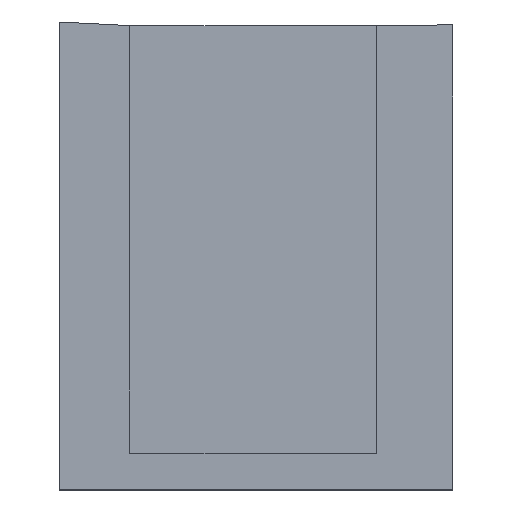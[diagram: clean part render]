
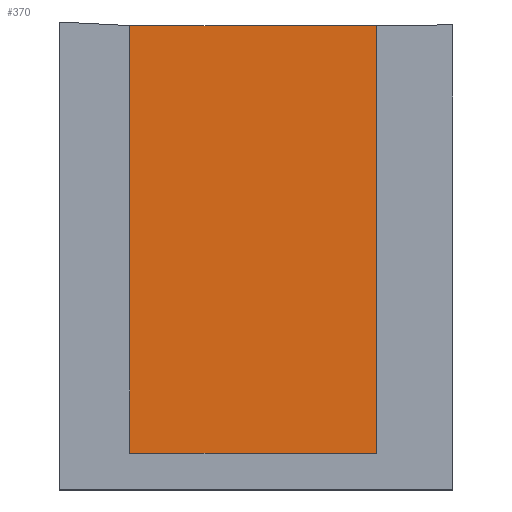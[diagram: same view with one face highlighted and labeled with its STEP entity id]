
A CAD part, top view. The second image highlights one B-rep face of the part: STEP entity #370.
In plain terms, the highlighted planar face has unit normal (0, 0, 1).
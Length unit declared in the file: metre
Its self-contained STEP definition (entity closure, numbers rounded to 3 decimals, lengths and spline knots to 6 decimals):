
#41=ORIENTED_EDGE('',*,*,#140,.F.);
#42=ORIENTED_EDGE('',*,*,#121,.T.);
#43=ORIENTED_EDGE('',*,*,#142,.T.);
#44=ORIENTED_EDGE('',*,*,#135,.F.);
#121=EDGE_CURVE('',#174,#173,#207,.T.);
#135=EDGE_CURVE('',#185,#186,#221,.T.);
#140=EDGE_CURVE('',#174,#185,#226,.T.);
#142=EDGE_CURVE('',#173,#186,#228,.T.);
#173=VERTEX_POINT('',#525);
#174=VERTEX_POINT('',#527);
#185=VERTEX_POINT('',#553);
#186=VERTEX_POINT('',#555);
#207=LINE('',#526,#259);
#221=LINE('',#554,#273);
#226=LINE('',#564,#278);
#228=LINE('',#567,#280);
#259=VECTOR('',#428,1.);
#273=VECTOR('',#446,1.);
#278=VECTOR('',#453,1.);
#280=VECTOR('',#457,1.);
#310=EDGE_LOOP('',(#41,#42,#43,#44));
#330=FACE_BOUND('',#310,.T.);
#350=PLANE('',#403);
#370=ADVANCED_FACE('',(#330),#350,.T.);
#403=AXIS2_PLACEMENT_3D('',#566,#455,#456);
#428=DIRECTION('',(0.,-1.,0.));
#446=DIRECTION('',(0.,-1.,0.));
#453=DIRECTION('',(1.,0.,0.));
#455=DIRECTION('',(0.,0.,1.));
#456=DIRECTION('',(1.,0.,0.));
#457=DIRECTION('',(1.,0.,0.));
#525=CARTESIAN_POINT('',(-0.017314,-0.011234,0.004572));
#526=CARTESIAN_POINT('',(-0.017314,0.010849,0.004572));
#527=CARTESIAN_POINT('',(-0.017314,0.032932,0.004572));
#553=CARTESIAN_POINT('',(0.008178,0.032932,0.004572));
#554=CARTESIAN_POINT('',(0.008178,0.010849,0.004572));
#555=CARTESIAN_POINT('',(0.008178,-0.011234,0.004572));
#564=CARTESIAN_POINT('',(-0.004568,0.032932,0.004572));
#566=CARTESIAN_POINT('',(-0.004273,0.009136,0.004572));
#567=CARTESIAN_POINT('',(-0.004568,-0.011234,0.004572));
